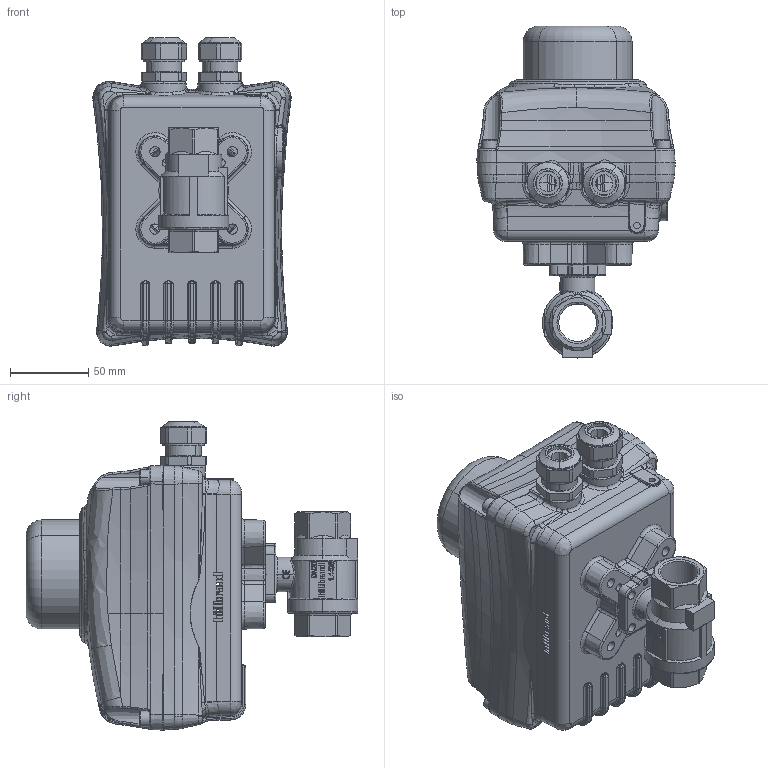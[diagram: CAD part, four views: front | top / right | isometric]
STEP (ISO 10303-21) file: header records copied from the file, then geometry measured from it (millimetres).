
FILE_DESCRIPTION (( 'STEP AP214' ), '1' );
FILE_NAME ('08 05 05X TW 230.step', '2019-07-10T08:09:20', ( '' ), ( '' ), 'SwSTEP 2.0', 'SolidWorks 2018', '' );
FILE_SCHEMA (( 'AUTOMOTIVE_DESIGN' ));
Length unit declared in the file: millimetre
Products named in the file (5): 0887E 07; 08 05 230; 08 05 05X TW 230; Gelb; Rot
Assembly tree (4 placements, depth 2):
  08 05 05X TW 230
    08 05 230
    0887E 07
    Rot
    Gelb
Bounding box: 127.04 x 212.5 x 197.43 mm (x, y, z)
Volume: 81079 mm3; surface area: 147066.3 mm2
Topology: 4 solids, 19 shells, 1978 faces, 5310 edges, 3322 vertices
Faces by surface type: bspline 700, plane 603, cylinder 438, cone 196, torus 41
Entity records: 102826 total; most frequent: CARTESIAN_POINT 37693, ORIENTED_EDGE 10091, DIRECTION 7399, EDGE_CURVE 5272, VERTEX_POINT 3322, AXIS2_PLACEMENT_3D 2716, EDGE_LOOP 2088, FACE_OUTER_BOUND 1978
